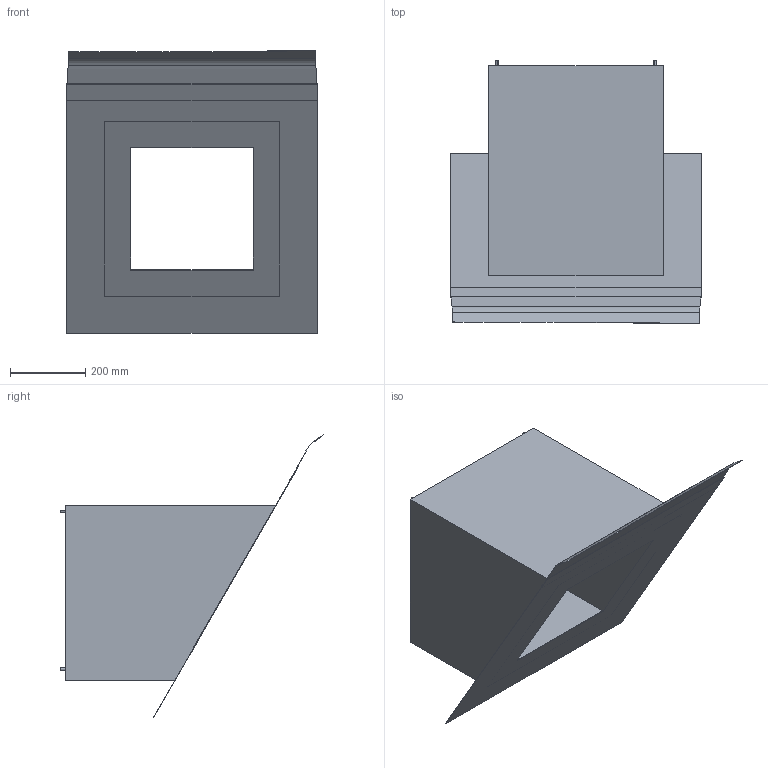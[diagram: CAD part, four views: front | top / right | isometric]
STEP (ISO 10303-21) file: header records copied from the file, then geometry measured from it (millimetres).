
FILE_DESCRIPTION (( 'STEP AP214' ), '1' );
FILE_NAME ('SDS 18.step', '2009-11-24T14:28:11', ( 'Wolfgang Schmidt' ), ( 'WS-KO' ), 'SwSTEP 2.0', 'SolidWorks 2009', '' );
FILE_SCHEMA (( 'AUTOMOTIVE_DESIGN' ));
Length unit declared in the file: millimetre
Products named in the file (1): SDS 18
Bounding box: 665.41 x 701.68 x 752.47 mm (x, y, z)
Volume: 47416392.8 mm3; surface area: 2252913.5 mm2
Topology: 1 solids, 1 shells, 58 faces, 145 edges, 94 vertices
Faces by surface type: cylinder 31, plane 27
Entity records: 1940 total; most frequent: CARTESIAN_POINT 444, ORIENTED_EDGE 290, DIRECTION 251, EDGE_CURVE 145, VERTEX_POINT 94, AXIS2_PLACEMENT_3D 85, VECTOR 81, LINE 81
